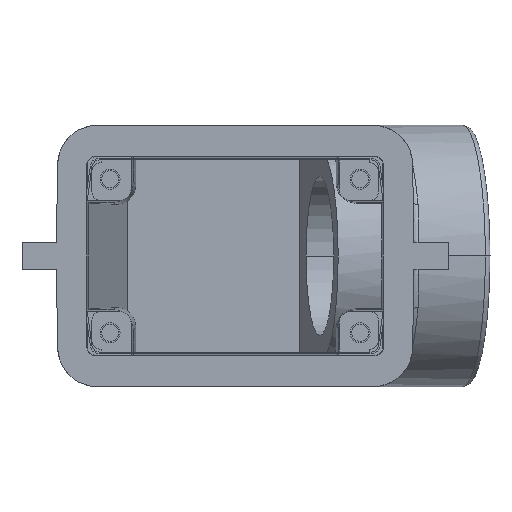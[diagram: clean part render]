
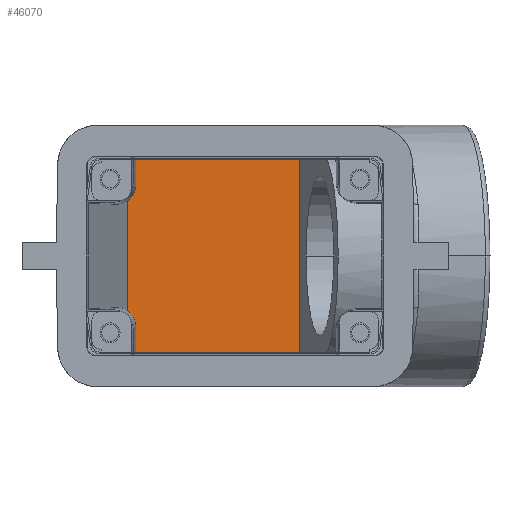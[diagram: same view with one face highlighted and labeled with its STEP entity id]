
A CAD part, front view. The second image highlights one B-rep face of the part: STEP entity #46070.
In plain terms, the highlighted face is planar.
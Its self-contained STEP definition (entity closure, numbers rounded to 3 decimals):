
#20950=CARTESIAN_POINT('',(-9.755,-90.1,
-86.998));
#20960=VERTEX_POINT('',#20950);
#20990=CARTESIAN_POINT('',(0.,-90.1,-86.998));
#21000=DIRECTION('',(-1.,0.,0.));
#21010=VECTOR('',#21000,1.);
#21020=LINE('',#20990,#21010);
#21030=CARTESIAN_POINT('',(-38.612,-90.1,
-86.998));
#21040=VERTEX_POINT('',#21030);
#21050=EDGE_CURVE('',#20960,#21040,#21020,.T.);
#32350=CARTESIAN_POINT('',(-9.755,-90.1,-57.502
));
#32360=VERTEX_POINT('',#32350);
#32510=CARTESIAN_POINT('',(-9.755,-90.1,
-53.002));
#32520=VERTEX_POINT('',#32510);
#32550=CARTESIAN_POINT('',(-9.755,-90.1,0.));
#32560=DIRECTION('',(0.,0.,1.));
#32570=VECTOR('',#32560,1.);
#32580=LINE('',#32550,#32570);
#32590=EDGE_CURVE('',#32360,#32520,#32580,.T.);
#39830=CARTESIAN_POINT('',(-38.612,-90.1,0.));
#39840=DIRECTION('',(0.,0.,-1.));
#39850=VECTOR('',#39840,1.);
#39860=LINE('',#39830,#39850);
#39870=CARTESIAN_POINT('',(-38.612,-90.1,
-53.002));
#39880=VERTEX_POINT('',#39870);
#39890=EDGE_CURVE('',#39880,#21040,#39860,.T.);
#45590=CARTESIAN_POINT('',(-27.253,-90.1,-70.));
#45600=DIRECTION('',(0.,1.,0.));
#45610=DIRECTION('',(1.,0.,0.));
#45620=AXIS2_PLACEMENT_3D('',#45590,#45600,#45610);
#45630=PLANE('',#45620);
#45640=CARTESIAN_POINT('',(0.,-90.1,-53.002));
#45650=DIRECTION('',(-1.,0.,0.));
#45660=VECTOR('',#45650,1.);
#45670=LINE('',#45640,#45660);
#45680=EDGE_CURVE('',#32520,#39880,#45670,.T.);
#45690=ORIENTED_EDGE('',*,*,#45680,.F.);
#45700=ORIENTED_EDGE('',*,*,#39890,.F.);
#45710=ORIENTED_EDGE('',*,*,#21050,.T.);
#45720=CARTESIAN_POINT('',(-9.755,-90.1,0.));
#45730=DIRECTION('',(0.,0.,1.));
#45740=VECTOR('',#45730,1.);
#45750=LINE('',#45720,#45740);
#45760=CARTESIAN_POINT('',(-9.755,-90.1,-82.498
));
#45770=VERTEX_POINT('',#45760);
#45780=EDGE_CURVE('',#20960,#45770,#45750,.T.);
#45790=ORIENTED_EDGE('',*,*,#45780,.F.);
#45800=CARTESIAN_POINT('',(-6.255,-90.1,
-82.498));
#45810=DIRECTION('',(0.,1.,0.));
#45820=DIRECTION('',(0.707,0.,
-0.707));
#45830=AXIS2_PLACEMENT_3D('',#45800,#45810,#45820);
#45840=ELLIPSE('',#45830,3.5,3.5);
#45850=CARTESIAN_POINT('',(-8.303,-90.1,
-79.66));
#45860=VERTEX_POINT('',#45850);
#45870=EDGE_CURVE('',#45770,#45860,#45840,.T.);
#45880=ORIENTED_EDGE('',*,*,#45870,.F.);
#45890=CARTESIAN_POINT('',(-8.303,-90.1,0.));
#45900=DIRECTION('',(0.,0.,1.));
#45910=VECTOR('',#45900,1.);
#45920=LINE('',#45890,#45910);
#45930=CARTESIAN_POINT('',(-8.303,-90.1,-60.34
));
#45940=VERTEX_POINT('',#45930);
#45950=EDGE_CURVE('',#45860,#45940,#45920,.T.);
#45960=ORIENTED_EDGE('',*,*,#45950,.F.);
#45970=CARTESIAN_POINT('',(-6.255,-90.1,
-57.502));
#45980=DIRECTION('',(0.,1.,0.));
#45990=DIRECTION('',(0.707,0.,
0.707));
#46000=AXIS2_PLACEMENT_3D('',#45970,#45980,#45990);
#46010=ELLIPSE('',#46000,3.5,3.5);
#46020=EDGE_CURVE('',#45940,#32360,#46010,.T.);
#46030=ORIENTED_EDGE('',*,*,#46020,.F.);
#46040=ORIENTED_EDGE('',*,*,#32590,.F.);
#46050=EDGE_LOOP('',(#46040,#46030,#45960,#45880,#45790,#45710,#45700,
#45690));
#46060=FACE_OUTER_BOUND('',#46050,.T.);
#46070=ADVANCED_FACE('',(#46060),#45630,.T.);
